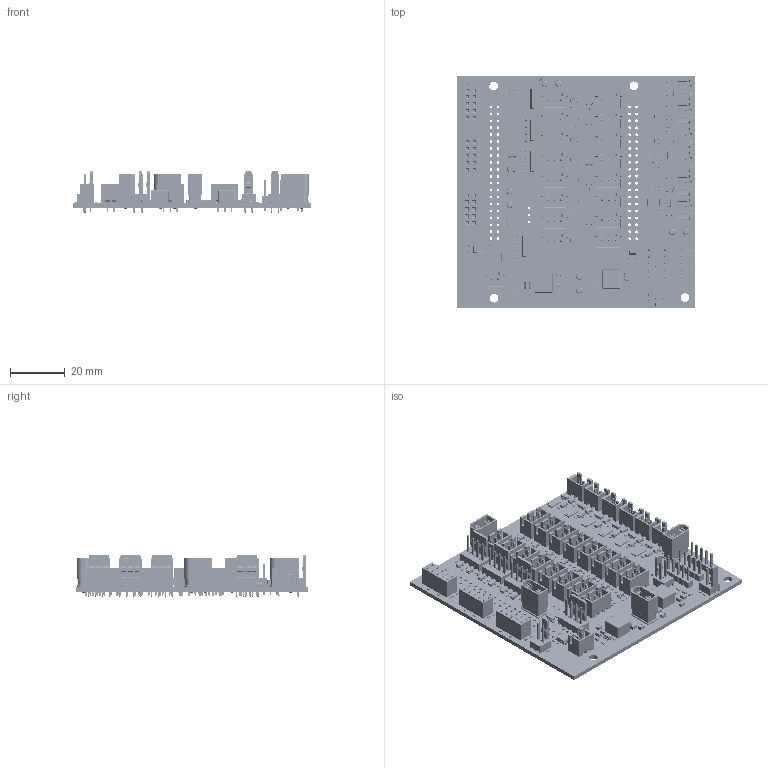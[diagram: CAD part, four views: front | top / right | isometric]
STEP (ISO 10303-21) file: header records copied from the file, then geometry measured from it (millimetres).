
FILE_DESCRIPTION(('KiCad electronic assembly'),'2;1');
FILE_NAME('carte_mere.step','2024-08-18T15:21:31',('Pcbnew'),('Kicad'), 'Open CASCADE STEP processor 7.7','KiCad to STEP converter','Unknown' );
FILE_SCHEMA(('AUTOMOTIVE_DESIGN { 1 0 10303 214 1 1 1 1 }'));
Length unit declared in the file: millimetre
Products named in the file (38): carte_mere 1; R_0603_1608Metric; R_0402_1005Metric; C_0402_1005Metric; SOT-23; SOT_23; L_Sunlord_MWSA0605S; CQ assembly; JST_XH_B2B-XH-A_1x02_P2.50mm_Vertical; JST_B2B_XH_A; C_0805_2012Metric; JST_XH_B3B-XH-A_1x03_P2.50mm_Vertical; JST_B3B_XH_A; C_0603_1608Metric; SOT-23-6; SOT_23_6; R_2010_5025Metric; PinSocket_2x05_P2.54mm_Vertical; PinSocket_2x05_P254mm_Vertical; Molex_KK-254_AE-6410-04A_1x04_P2.54mm_Vertical; Molex_AE_6410_04A; LED_0402_1005Metric; Molex_KK-254_AE-6410-02A_1x02_P2.54mm_Vertical; Molex_AE_6410_02A; PinHeader_1x05_P2.54mm_Vertical; PinHeader_1x05_P254mm_Vertical; Amass_XT30UPB-M; ASSEMBLY; SOIC-8_3.9x4.9mm_P1.27mm; SOIC_8_39x49mm_P127mm; carte_mere_PCB
Assembly tree (279 placements, depth 3):
  carte_mere 1
    R_0603_1608Metric  x4
      R_0603_1608Metric
    R_0402_1005Metric  x90
      R_0402_1005Metric
    C_0402_1005Metric  x54
      C_0402_1005Metric
    SOT-23  x40
      SOT_23
    L_Sunlord_MWSA0605S  x2
      CQ assembly
    JST_XH_B2B-XH-A_1x02_P2.50mm_Vertical  x7
      JST_B2B_XH_A
    C_0805_2012Metric  x16
      C_0805_2012Metric
    JST_XH_B3B-XH-A_1x03_P2.50mm_Vertical  x16
      JST_B3B_XH_A
    C_0603_1608Metric  x2
      C_0603_1608Metric
    SOT-23-6  x3
      SOT_23_6
    R_2010_5025Metric  x6
      R_2010_5025Metric
    PinSocket_2x05_P2.54mm_Vertical  x3
      PinSocket_2x05_P254mm_Vertical
    Molex_KK-254_AE-6410-04A_1x04_P2.54mm_Vertical  x4
      Molex_AE_6410_04A
    LED_0402_1005Metric  x2
      LED_0402_1005Metric
    Molex_KK-254_AE-6410-02A_1x02_P2.54mm_Vertical  x3
      Molex_AE_6410_02A
    PinHeader_1x05_P2.54mm_Vertical  x3
      PinHeader_1x05_P254mm_Vertical
    Amass_XT30UPB-M  x4
      ASSEMBLY
    SOIC-8_3.9x4.9mm_P1.27mm
      SOIC_8_39x49mm_P127mm
    carte_mere_PCB
Bounding box: 87 x 85 x 15.26 mm (x, y, z)
Volume: 20498.7 mm3; surface area: 38519.1 mm2
Topology: 273 solids, 273 shells, 13723 faces, 34880 edges, 22126 vertices
Faces by surface type: plane 9502, cylinder 2867, bspline 1242, torus 72, sphere 32, revolution 8
Full cylindrical faces by diameter (mm): 0.6 x1, 0.85 x3, 0.95 x48, 1 x139, 1.19 x22, 1.2 x23, 1.5 x8, 2 x8, 2.7 x8, 3.2 x4
Entity records: 72557 total; most frequent: CARTESIAN_POINT 14156, DIRECTION 9629, ORIENTED_EDGE 9570, EDGE_CURVE 4785, LINE 3677, VECTOR 3677, VERTEX_POINT 3060, AXIS2_PLACEMENT_3D 2975
